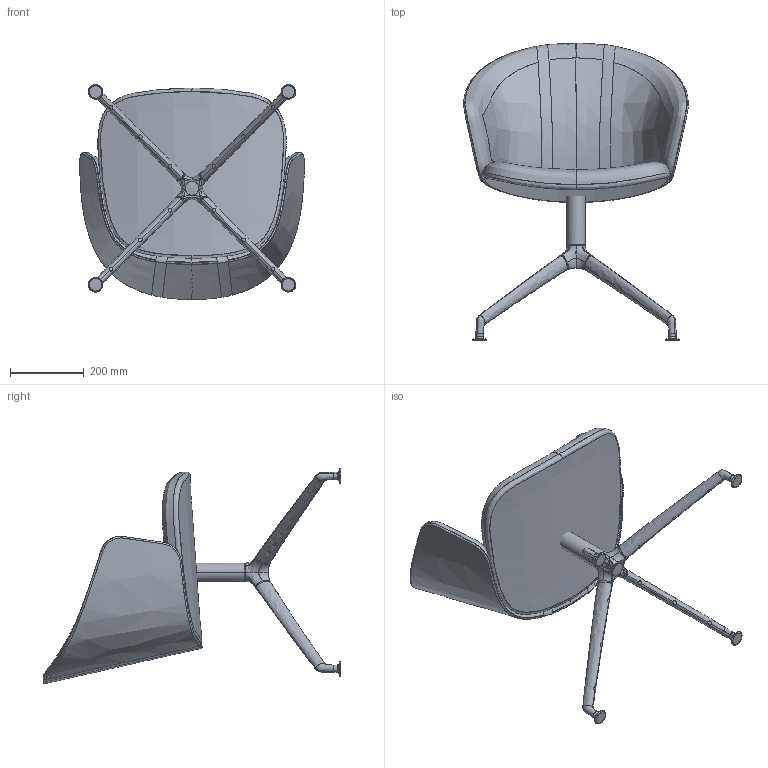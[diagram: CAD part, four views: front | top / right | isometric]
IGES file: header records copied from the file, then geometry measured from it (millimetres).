
Start section: SolidWorks IGES file using analytic representation for surfaces
Global section: file name: Arco-Close-C-Gudmundur_Ludvik-3Dfile.IGS; native system: SolidWorks 2019; preprocessor: SolidWorks 2019; author: jellisg; date: 220120.153825; units: millimetre
Bounding box: 610.11 x 808.22 x 583.25 mm (x, y, z)
Surface area: 1389490.7 mm2 (no closed solid volume)
Topology: 0 solids, 0 shells, 179 faces, 3201 edges, 3201 vertices
Faces by surface type: bspline 168, revolution 11
